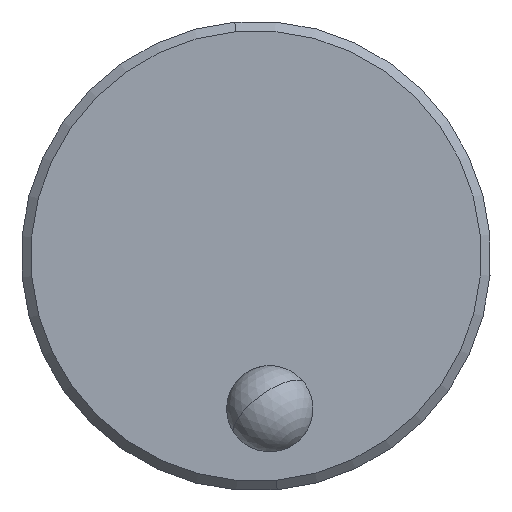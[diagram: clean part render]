
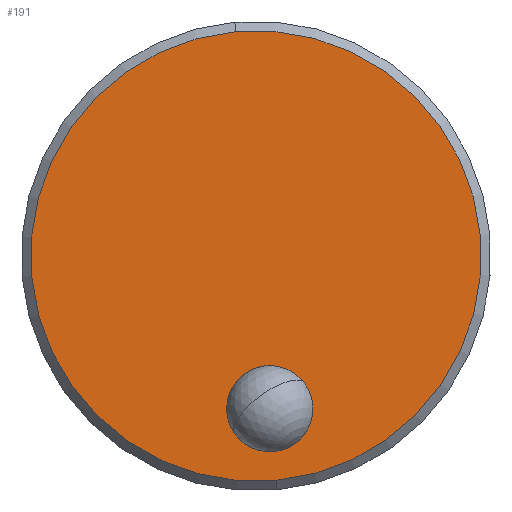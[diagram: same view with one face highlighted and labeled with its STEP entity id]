
A CAD part, left-side view. The second image highlights one B-rep face of the part: STEP entity #191.
In plain terms, the highlighted planar face has unit normal (-1, 0, 0).
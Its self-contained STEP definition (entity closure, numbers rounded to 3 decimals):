
#164 = EDGE_CURVE ( 'NONE', #330, #165, #991, .T. ) ;
#165 = VERTEX_POINT ( 'NONE', #986 ) ;
#191 = ADVANCED_FACE ( 'NONE', ( #1173, #1172 ), #1166, .T. ) ;
#192 = ORIENTED_EDGE ( 'NONE', *, *, #233, .T. ) ;
#212 = VERTEX_POINT ( 'NONE', #1028 ) ;
#213 = VERTEX_POINT ( 'NONE', #1027 ) ;
#229 = ORIENTED_EDGE ( 'NONE', *, *, #243, .T. ) ;
#230 = ORIENTED_EDGE ( 'NONE', *, *, #286, .F. ) ;
#233 = EDGE_CURVE ( 'NONE', #212, #213, #1145, .T. ) ;
#243 = EDGE_CURVE ( 'NONE', #213, #212, #1304, .T. ) ;
#244 = EDGE_LOOP ( 'NONE', ( #229, #192 ) ) ;
#247 = EDGE_LOOP ( 'NONE', ( #230, #281 ) ) ;
#281 = ORIENTED_EDGE ( 'NONE', *, *, #164, .F. ) ;
#286 = EDGE_CURVE ( 'NONE', #165, #330, #1340, .T. ) ;
#330 = VERTEX_POINT ( 'NONE', #1568 ) ;
#986 = CARTESIAN_POINT ( 'NONE',  ( -35.137, 1.32, -5.012 ) ) ;
#987 = DIRECTION ( 'NONE',  ( 0., 0.09, 0.996 ) ) ;
#988 = DIRECTION ( 'NONE',  ( -1., 0., 0. ) ) ;
#989 = CARTESIAN_POINT ( 'NONE',  ( -35.137, 1.217, -6.15 ) ) ;
#990 = AXIS2_PLACEMENT_3D ( 'NONE', #989, #988, #987 ) ;
#991 = CIRCLE ( 'NONE', #990, 1.143 ) ;
#1027 = CARTESIAN_POINT ( 'NONE',  ( -35.137, 1.046, -8.048 ) ) ;
#1028 = CARTESIAN_POINT ( 'NONE',  ( -35.137, 2.121, 3.842 ) ) ;
#1094 = DIRECTION ( 'NONE',  ( 0., 0.09, 0.996 ) ) ;
#1095 = DIRECTION ( 'NONE',  ( -1., 0., 0. ) ) ;
#1096 = CARTESIAN_POINT ( 'NONE',  ( -35.137, 1.583, -2.103 ) ) ;
#1097 = AXIS2_PLACEMENT_3D ( 'NONE', #1096, #1095, #1094 ) ;
#1141 = DIRECTION ( 'NONE',  ( 0., 0.09, 0.996 ) ) ;
#1142 = DIRECTION ( 'NONE',  ( -1., 0., 0. ) ) ;
#1143 = CARTESIAN_POINT ( 'NONE',  ( -35.137, 1.583, -2.103 ) ) ;
#1144 = AXIS2_PLACEMENT_3D ( 'NONE', #1143, #1142, #1141 ) ;
#1145 = CIRCLE ( 'NONE', #1144, 5.969 ) ;
#1166 = PLANE ( 'NONE',  #1097 ) ;
#1172 = FACE_BOUND ( 'NONE', #247, .T. ) ;
#1173 = FACE_OUTER_BOUND ( 'NONE', #244, .T. ) ;
#1285 = AXIS2_PLACEMENT_3D ( 'NONE', #1327, #1326, #1325 ) ;
#1304 = CIRCLE ( 'NONE', #1285, 5.969 ) ;
#1325 = DIRECTION ( 'NONE',  ( 0., 0.09, 0.996 ) ) ;
#1326 = DIRECTION ( 'NONE',  ( -1., 0., 0. ) ) ;
#1327 = CARTESIAN_POINT ( 'NONE',  ( -35.137, 1.583, -2.103 ) ) ;
#1336 = DIRECTION ( 'NONE',  ( 0., 0.09, 0.996 ) ) ;
#1337 = DIRECTION ( 'NONE',  ( -1., 0., 0. ) ) ;
#1338 = CARTESIAN_POINT ( 'NONE',  ( -35.137, 1.217, -6.15 ) ) ;
#1339 = AXIS2_PLACEMENT_3D ( 'NONE', #1338, #1337, #1336 ) ;
#1340 = CIRCLE ( 'NONE', #1339, 1.143 ) ;
#1568 = CARTESIAN_POINT ( 'NONE',  ( -35.137, 1.114, -7.289 ) ) ;
